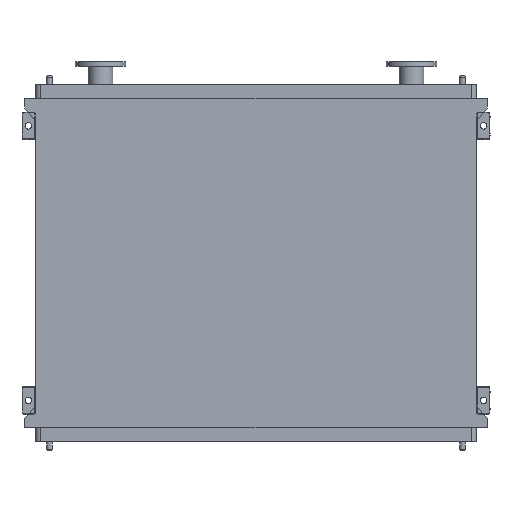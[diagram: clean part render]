
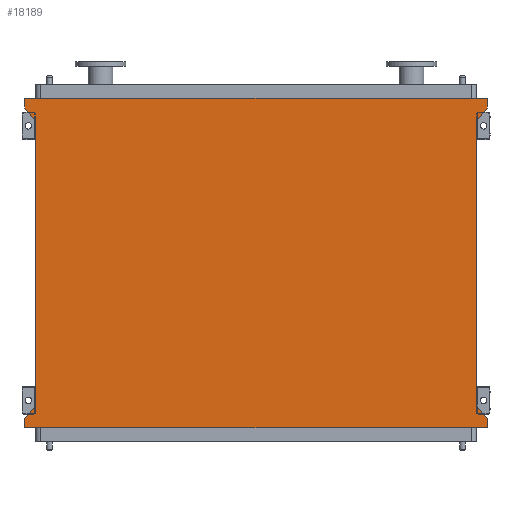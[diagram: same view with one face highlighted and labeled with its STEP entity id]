
A CAD part, front view. The second image highlights one B-rep face of the part: STEP entity #18189.
In plain terms, the highlighted planar face has unit normal (0, -1, 0).
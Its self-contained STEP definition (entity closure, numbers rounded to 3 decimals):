
#11 = ORIENTED_EDGE ( 'NONE', *, *, #14148, .F. ) ;
#168 = VECTOR ( 'NONE', #2210, 1000. ) ;
#244 = CARTESIAN_POINT ( 'NONE',  ( -965., 0., -1250. ) ) ;
#402 = ORIENTED_EDGE ( 'NONE', *, *, #9566, .F. ) ;
#731 = DIRECTION ( 'NONE',  ( 0., -1., 0. ) ) ;
#1061 = VECTOR ( 'NONE', #17940, 1000. ) ;
#1315 = VERTEX_POINT ( 'NONE', #3626 ) ;
#1360 = VERTEX_POINT ( 'NONE', #6674 ) ;
#1761 = CARTESIAN_POINT ( 'NONE',  ( -1011., 0., 53. ) ) ;
#1897 = VERTEX_POINT ( 'NONE', #17725 ) ;
#2210 = DIRECTION ( 'NONE',  ( -0.655, 0., -0.755 ) ) ;
#2579 = EDGE_CURVE ( 'NONE', #1360, #2636, #17232, .T. ) ;
#2636 = VERTEX_POINT ( 'NONE', #11921 ) ;
#2650 = ORIENTED_EDGE ( 'NONE', *, *, #8294, .T. ) ;
#2694 = VECTOR ( 'NONE', #10401, 1000. ) ;
#2834 = CARTESIAN_POINT ( 'NONE',  ( 965., 0., 0. ) ) ;
#3137 = ORIENTED_EDGE ( 'NONE', *, *, #6533, .F. ) ;
#3305 = VECTOR ( 'NONE', #8560, 1000. ) ;
#3550 = EDGE_CURVE ( 'NONE', #2636, #3819, #8227, .T. ) ;
#3626 = CARTESIAN_POINT ( 'NONE',  ( -1011., 0., 95. ) ) ;
#3765 = VECTOR ( 'NONE', #8793, 1000. ) ;
#3819 = VERTEX_POINT ( 'NONE', #2834 ) ;
#3984 = VECTOR ( 'NONE', #6782, 1000. ) ;
#4473 = VECTOR ( 'NONE', #7318, 1000. ) ;
#4773 = FACE_OUTER_BOUND ( 'NONE', #15708, .T. ) ;
#4805 = DIRECTION ( 'NONE',  ( 0., 0., 1. ) ) ;
#4866 = EDGE_CURVE ( 'NONE', #12404, #13757, #14529, .T. ) ;
#4954 = CARTESIAN_POINT ( 'NONE',  ( -965., 0., 0. ) ) ;
#5179 = VECTOR ( 'NONE', #5677, 1000. ) ;
#5358 = LINE ( 'NONE', #10872, #1061 ) ;
#5389 = ORIENTED_EDGE ( 'NONE', *, *, #7724, .F. ) ;
#5677 = DIRECTION ( 'NONE',  ( 1., 0., 0. ) ) ;
#5805 = DIRECTION ( 'NONE',  ( 0., 0., 1. ) ) ;
#6181 = VECTOR ( 'NONE', #8250, 1000. ) ;
#6434 = LINE ( 'NONE', #14191, #13876 ) ;
#6513 = CARTESIAN_POINT ( 'NONE',  ( 1011., 0., 53. ) ) ;
#6533 = EDGE_CURVE ( 'NONE', #1315, #1360, #12622, .T. ) ;
#6674 = CARTESIAN_POINT ( 'NONE',  ( 1011., 0., 95. ) ) ;
#6782 = DIRECTION ( 'NONE',  ( -0.655, 0., 0.755 ) ) ;
#6981 = LINE ( 'NONE', #1761, #18144 ) ;
#7101 = CARTESIAN_POINT ( 'NONE',  ( -1011., 0., -1303. ) ) ;
#7160 = VERTEX_POINT ( 'NONE', #15834 ) ;
#7318 = DIRECTION ( 'NONE',  ( 0., 0., -1. ) ) ;
#7724 = EDGE_CURVE ( 'NONE', #13757, #1897, #8663, .T. ) ;
#7976 = ORIENTED_EDGE ( 'NONE', *, *, #13304, .F. ) ;
#7985 = LINE ( 'NONE', #244, #3765 ) ;
#8227 = LINE ( 'NONE', #6513, #168 ) ;
#8250 = DIRECTION ( 'NONE',  ( -1., 0., 0. ) ) ;
#8294 = EDGE_CURVE ( 'NONE', #12404, #3819, #6434, .T. ) ;
#8309 = CARTESIAN_POINT ( 'NONE',  ( -1011., 0., 53. ) ) ;
#8560 = DIRECTION ( 'NONE',  ( 0.655, 0., -0.755 ) ) ;
#8663 = LINE ( 'NONE', #15688, #4473 ) ;
#8793 = DIRECTION ( 'NONE',  ( 0., 0., 1. ) ) ;
#9007 = CARTESIAN_POINT ( 'NONE',  ( 1011., 0., 95. ) ) ;
#9187 = ORIENTED_EDGE ( 'NONE', *, *, #2579, .F. ) ;
#9566 = EDGE_CURVE ( 'NONE', #1897, #7160, #13179, .T. ) ;
#9843 = CARTESIAN_POINT ( 'NONE',  ( -1011., 0., 95. ) ) ;
#10401 = DIRECTION ( 'NONE',  ( 0., 0., -1. ) ) ;
#10614 = CARTESIAN_POINT ( 'NONE',  ( 1011., 0., -1303. ) ) ;
#10649 = DIRECTION ( 'NONE',  ( 0., 0., -1. ) ) ;
#10872 = CARTESIAN_POINT ( 'NONE',  ( -1011., 0., -1303. ) ) ;
#11328 = ORIENTED_EDGE ( 'NONE', *, *, #4866, .F. ) ;
#11422 = EDGE_CURVE ( 'NONE', #7160, #13412, #13331, .T. ) ;
#11641 = DIRECTION ( 'NONE',  ( 0., 0., 1. ) ) ;
#11780 = CARTESIAN_POINT ( 'NONE',  ( -1011., 0., -1345. ) ) ;
#11879 = LINE ( 'NONE', #15176, #3984 ) ;
#11921 = CARTESIAN_POINT ( 'NONE',  ( 1011., 0., 53. ) ) ;
#12068 = VERTEX_POINT ( 'NONE', #4954 ) ;
#12277 = VERTEX_POINT ( 'NONE', #16220 ) ;
#12404 = VERTEX_POINT ( 'NONE', #17982 ) ;
#12436 = ORIENTED_EDGE ( 'NONE', *, *, #3550, .F. ) ;
#12622 = LINE ( 'NONE', #9843, #5179 ) ;
#12904 = VECTOR ( 'NONE', #4805, 1000. ) ;
#13179 = LINE ( 'NONE', #16635, #6181 ) ;
#13304 = EDGE_CURVE ( 'NONE', #13412, #12277, #5358, .T. ) ;
#13331 = LINE ( 'NONE', #11780, #12904 ) ;
#13402 = CARTESIAN_POINT ( 'NONE',  ( -965., 0., -1250. ) ) ;
#13412 = VERTEX_POINT ( 'NONE', #7101 ) ;
#13757 = VERTEX_POINT ( 'NONE', #10614 ) ;
#13876 = VECTOR ( 'NONE', #5805, 1000. ) ;
#14148 = EDGE_CURVE ( 'NONE', #12277, #12068, #7985, .T. ) ;
#14191 = CARTESIAN_POINT ( 'NONE',  ( 965., 0., -1250. ) ) ;
#14529 = LINE ( 'NONE', #15591, #3305 ) ;
#14788 = ORIENTED_EDGE ( 'NONE', *, *, #11422, .F. ) ;
#15176 = CARTESIAN_POINT ( 'NONE',  ( -965., 0., 0. ) ) ;
#15216 = EDGE_CURVE ( 'NONE', #12068, #16535, #11879, .T. ) ;
#15591 = CARTESIAN_POINT ( 'NONE',  ( 965., 0., -1250. ) ) ;
#15688 = CARTESIAN_POINT ( 'NONE',  ( 1011., 0., -1303. ) ) ;
#15708 = EDGE_LOOP ( 'NONE', ( #2650, #12436, #9187, #3137, #17967, #17798, #11, #7976, #14788, #402, #5389, #11328 ) ) ;
#15834 = CARTESIAN_POINT ( 'NONE',  ( -1011., 0., -1345. ) ) ;
#16220 = CARTESIAN_POINT ( 'NONE',  ( -965., 0., -1250. ) ) ;
#16535 = VERTEX_POINT ( 'NONE', #8309 ) ;
#16635 = CARTESIAN_POINT ( 'NONE',  ( 1011., 0., -1345. ) ) ;
#17232 = LINE ( 'NONE', #9007, #2694 ) ;
#17473 = AXIS2_PLACEMENT_3D ( 'NONE', #13402, #731, #10649 ) ;
#17641 = PLANE ( 'NONE',  #17473 ) ;
#17725 = CARTESIAN_POINT ( 'NONE',  ( 1011., 0., -1345. ) ) ;
#17798 = ORIENTED_EDGE ( 'NONE', *, *, #15216, .F. ) ;
#17940 = DIRECTION ( 'NONE',  ( 0.655, 0., 0.755 ) ) ;
#17967 = ORIENTED_EDGE ( 'NONE', *, *, #18015, .F. ) ;
#17982 = CARTESIAN_POINT ( 'NONE',  ( 965., 0., -1250. ) ) ;
#18015 = EDGE_CURVE ( 'NONE', #16535, #1315, #6981, .T. ) ;
#18144 = VECTOR ( 'NONE', #11641, 1000. ) ;
#18189 = ADVANCED_FACE ( 'NONE', ( #4773 ), #17641, .T. ) ;
